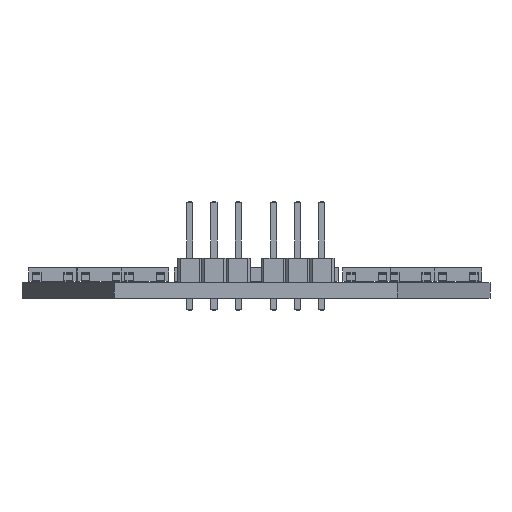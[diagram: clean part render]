
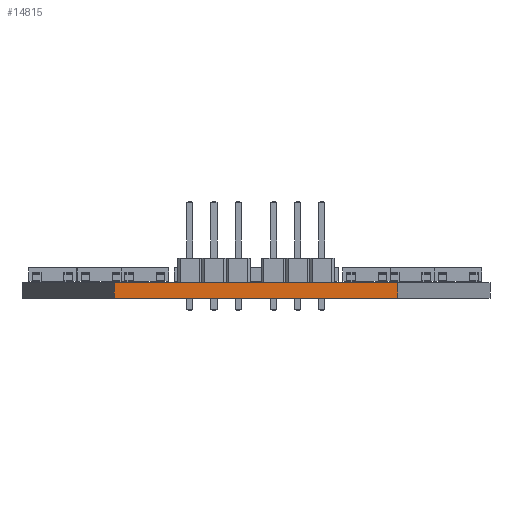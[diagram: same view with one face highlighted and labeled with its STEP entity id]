
A CAD part, front view. The second image highlights one B-rep face of the part: STEP entity #14815.
In plain terms, the highlighted planar face has unit normal (0, -1, 0).
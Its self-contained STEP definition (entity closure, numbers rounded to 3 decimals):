
#14815 = ADVANCED_FACE('',(#14816),#14830,.T.);
#14816 = FACE_BOUND('',#14817,.T.);
#14817 = EDGE_LOOP('',(#14818,#14853,#14881,#14909));
#14818 = ORIENTED_EDGE('',*,*,#14819,.T.);
#14819 = EDGE_CURVE('',#14820,#14822,#14824,.T.);
#14820 = VERTEX_POINT('',#14821);
#14821 = CARTESIAN_POINT('',(67.85,-71.,0.));
#14822 = VERTEX_POINT('',#14823);
#14823 = CARTESIAN_POINT('',(67.85,-71.,1.6));
#14824 = SURFACE_CURVE('',#14825,(#14829,#14841),.PCURVE_S1.);
#14825 = LINE('',#14826,#14827);
#14826 = CARTESIAN_POINT('',(67.85,-71.,0.));
#14827 = VECTOR('',#14828,1.);
#14828 = DIRECTION('',(0.,0.,1.));
#14829 = PCURVE('',#14830,#14835);
#14830 = PLANE('',#14831);
#14831 = AXIS2_PLACEMENT_3D('',#14832,#14833,#14834);
#14832 = CARTESIAN_POINT('',(67.85,-71.,0.));
#14833 = DIRECTION('',(0.,-1.,0.));
#14834 = DIRECTION('',(-1.,0.,0.));
#14835 = DEFINITIONAL_REPRESENTATION('',(#14836),#14840);
#14836 = LINE('',#14837,#14838);
#14837 = CARTESIAN_POINT('',(0.,-0.));
#14838 = VECTOR('',#14839,1.);
#14839 = DIRECTION('',(0.,-1.));
#14840 = ( GEOMETRIC_REPRESENTATION_CONTEXT(2) 
PARAMETRIC_REPRESENTATION_CONTEXT() REPRESENTATION_CONTEXT('2D SPACE',''
  ) );
#14841 = PCURVE('',#14842,#14847);
#14842 = PLANE('',#14843);
#14843 = AXIS2_PLACEMENT_3D('',#14844,#14845,#14846);
#14844 = CARTESIAN_POINT('',(77.55,-49.6,0.));
#14845 = DIRECTION('',(0.911,-0.413,0.));
#14846 = DIRECTION('',(-0.413,-0.911,0.));
#14847 = DEFINITIONAL_REPRESENTATION('',(#14848),#14852);
#14848 = LINE('',#14849,#14850);
#14849 = CARTESIAN_POINT('',(23.496,0.));
#14850 = VECTOR('',#14851,1.);
#14851 = DIRECTION('',(0.,-1.));
#14852 = ( GEOMETRIC_REPRESENTATION_CONTEXT(2) 
PARAMETRIC_REPRESENTATION_CONTEXT() REPRESENTATION_CONTEXT('2D SPACE',''
  ) );
#14853 = ORIENTED_EDGE('',*,*,#14854,.T.);
#14854 = EDGE_CURVE('',#14822,#14855,#14857,.T.);
#14855 = VERTEX_POINT('',#14856);
#14856 = CARTESIAN_POINT('',(38.1,-71.,1.6));
#14857 = SURFACE_CURVE('',#14858,(#14862,#14869),.PCURVE_S1.);
#14858 = LINE('',#14859,#14860);
#14859 = CARTESIAN_POINT('',(67.85,-71.,1.6));
#14860 = VECTOR('',#14861,1.);
#14861 = DIRECTION('',(-1.,0.,0.));
#14862 = PCURVE('',#14830,#14863);
#14863 = DEFINITIONAL_REPRESENTATION('',(#14864),#14868);
#14864 = LINE('',#14865,#14866);
#14865 = CARTESIAN_POINT('',(0.,-1.6));
#14866 = VECTOR('',#14867,1.);
#14867 = DIRECTION('',(1.,0.));
#14868 = ( GEOMETRIC_REPRESENTATION_CONTEXT(2) 
PARAMETRIC_REPRESENTATION_CONTEXT() REPRESENTATION_CONTEXT('2D SPACE',''
  ) );
#14869 = PCURVE('',#14870,#14875);
#14870 = PLANE('',#14871);
#14871 = AXIS2_PLACEMENT_3D('',#14872,#14873,#14874);
#14872 = CARTESIAN_POINT('',(52.975,-48.089,1.6));
#14873 = DIRECTION('',(-0.,-0.,-1.));
#14874 = DIRECTION('',(-1.,0.,0.));
#14875 = DEFINITIONAL_REPRESENTATION('',(#14876),#14880);
#14876 = LINE('',#14877,#14878);
#14877 = CARTESIAN_POINT('',(-14.875,-22.911));
#14878 = VECTOR('',#14879,1.);
#14879 = DIRECTION('',(1.,0.));
#14880 = ( GEOMETRIC_REPRESENTATION_CONTEXT(2) 
PARAMETRIC_REPRESENTATION_CONTEXT() REPRESENTATION_CONTEXT('2D SPACE',''
  ) );
#14881 = ORIENTED_EDGE('',*,*,#14882,.F.);
#14882 = EDGE_CURVE('',#14883,#14855,#14885,.T.);
#14883 = VERTEX_POINT('',#14884);
#14884 = CARTESIAN_POINT('',(38.1,-71.,0.));
#14885 = SURFACE_CURVE('',#14886,(#14890,#14897),.PCURVE_S1.);
#14886 = LINE('',#14887,#14888);
#14887 = CARTESIAN_POINT('',(38.1,-71.,0.));
#14888 = VECTOR('',#14889,1.);
#14889 = DIRECTION('',(0.,0.,1.));
#14890 = PCURVE('',#14830,#14891);
#14891 = DEFINITIONAL_REPRESENTATION('',(#14892),#14896);
#14892 = LINE('',#14893,#14894);
#14893 = CARTESIAN_POINT('',(29.75,0.));
#14894 = VECTOR('',#14895,1.);
#14895 = DIRECTION('',(0.,-1.));
#14896 = ( GEOMETRIC_REPRESENTATION_CONTEXT(2) 
PARAMETRIC_REPRESENTATION_CONTEXT() REPRESENTATION_CONTEXT('2D SPACE',''
  ) );
#14897 = PCURVE('',#14898,#14903);
#14898 = PLANE('',#14899);
#14899 = AXIS2_PLACEMENT_3D('',#14900,#14901,#14902);
#14900 = CARTESIAN_POINT('',(38.1,-71.,0.));
#14901 = DIRECTION('',(-0.911,-0.413,0.));
#14902 = DIRECTION('',(-0.413,0.911,0.));
#14903 = DEFINITIONAL_REPRESENTATION('',(#14904),#14908);
#14904 = LINE('',#14905,#14906);
#14905 = CARTESIAN_POINT('',(0.,0.));
#14906 = VECTOR('',#14907,1.);
#14907 = DIRECTION('',(0.,-1.));
#14908 = ( GEOMETRIC_REPRESENTATION_CONTEXT(2) 
PARAMETRIC_REPRESENTATION_CONTEXT() REPRESENTATION_CONTEXT('2D SPACE',''
  ) );
#14909 = ORIENTED_EDGE('',*,*,#14910,.F.);
#14910 = EDGE_CURVE('',#14820,#14883,#14911,.T.);
#14911 = SURFACE_CURVE('',#14912,(#14916,#14923),.PCURVE_S1.);
#14912 = LINE('',#14913,#14914);
#14913 = CARTESIAN_POINT('',(67.85,-71.,0.));
#14914 = VECTOR('',#14915,1.);
#14915 = DIRECTION('',(-1.,0.,0.));
#14916 = PCURVE('',#14830,#14917);
#14917 = DEFINITIONAL_REPRESENTATION('',(#14918),#14922);
#14918 = LINE('',#14919,#14920);
#14919 = CARTESIAN_POINT('',(0.,-0.));
#14920 = VECTOR('',#14921,1.);
#14921 = DIRECTION('',(1.,0.));
#14922 = ( GEOMETRIC_REPRESENTATION_CONTEXT(2) 
PARAMETRIC_REPRESENTATION_CONTEXT() REPRESENTATION_CONTEXT('2D SPACE',''
  ) );
#14923 = PCURVE('',#14924,#14929);
#14924 = PLANE('',#14925);
#14925 = AXIS2_PLACEMENT_3D('',#14926,#14927,#14928);
#14926 = CARTESIAN_POINT('',(52.975,-48.089,0.));
#14927 = DIRECTION('',(-0.,-0.,-1.));
#14928 = DIRECTION('',(-1.,0.,0.));
#14929 = DEFINITIONAL_REPRESENTATION('',(#14930),#14934);
#14930 = LINE('',#14931,#14932);
#14931 = CARTESIAN_POINT('',(-14.875,-22.911));
#14932 = VECTOR('',#14933,1.);
#14933 = DIRECTION('',(1.,0.));
#14934 = ( GEOMETRIC_REPRESENTATION_CONTEXT(2) 
PARAMETRIC_REPRESENTATION_CONTEXT() REPRESENTATION_CONTEXT('2D SPACE',''
  ) );
